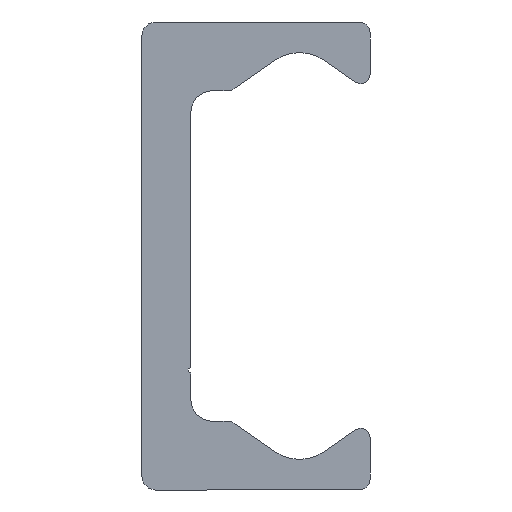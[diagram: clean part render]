
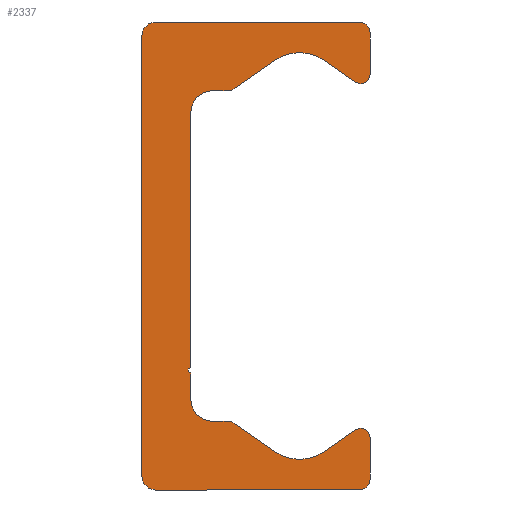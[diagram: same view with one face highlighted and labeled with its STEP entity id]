
A CAD part, left-side view. The second image highlights one B-rep face of the part: STEP entity #2337.
In plain terms, the highlighted planar face has unit normal (-1, 0, 0).
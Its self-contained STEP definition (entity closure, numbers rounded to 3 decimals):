
#1332=CARTESIAN_POINT('',(0.0,9.25,-21.5));
#1333=VERTEX_POINT('',#1332);
#1340=CARTESIAN_POINT('',(0.0,10.5,-20.25));
#1341=VERTEX_POINT('',#1340);
#1342=CARTESIAN_POINT('',(0.0,9.25,-20.25));
#1343=DIRECTION('',(1.0,0.0,0.0));
#1344=DIRECTION('',(0.0,0.0,-1.0));
#1345=AXIS2_PLACEMENT_3D('',#1342,#1343,#1344);
#1346=CIRCLE('',#1345,1.25);
#1347=EDGE_CURVE('',#1333,#1341,#1346,.T.);
#1371=CARTESIAN_POINT('',(0.0,-9.5,-21.5));
#1372=VERTEX_POINT('',#1371);
#1379=CARTESIAN_POINT('',(0.0,-9.5,-21.5));
#1380=DIRECTION('',(0.0,1.0,0.0));
#1381=VECTOR('',#1380,18.75);
#1382=LINE('',#1379,#1381);
#1383=EDGE_CURVE('',#1372,#1333,#1382,.T.);
#1403=CARTESIAN_POINT('',(0.0,-10.5,-20.5));
#1404=VERTEX_POINT('',#1403);
#1411=CARTESIAN_POINT('',(0.0,-9.5,-20.5));
#1412=DIRECTION('',(1.0,0.0,0.0));
#1413=DIRECTION('',(0.0,-1.0,0.0));
#1414=AXIS2_PLACEMENT_3D('',#1411,#1412,#1413);
#1415=CIRCLE('',#1414,1.0);
#1416=EDGE_CURVE('',#1404,#1372,#1415,.T.);
#1435=CARTESIAN_POINT('',(0.0,-10.5,-16.65));
#1436=VERTEX_POINT('',#1435);
#1443=CARTESIAN_POINT('',(0.0,-10.5,-16.65));
#1444=DIRECTION('',(0.0,0.0,-1.0));
#1445=VECTOR('',#1444,3.85);
#1446=LINE('',#1443,#1445);
#1447=EDGE_CURVE('',#1436,#1404,#1446,.T.);
#1467=CARTESIAN_POINT('',(0.0,-9.162,-15.954));
#1468=VERTEX_POINT('',#1467);
#1475=CARTESIAN_POINT('',(0.0,-9.65,-16.65));
#1476=DIRECTION('',(1.0,0.0,0.0));
#1477=DIRECTION('',(0.0,0.574,0.819));
#1478=AXIS2_PLACEMENT_3D('',#1475,#1476,#1477);
#1479=CIRCLE('',#1478,0.85);
#1480=EDGE_CURVE('',#1468,#1436,#1479,.T.);
#1499=CARTESIAN_POINT('',(0.0,-6.294,-17.962));
#1500=VERTEX_POINT('',#1499);
#1507=CARTESIAN_POINT('',(0.0,-6.294,-17.962));
#1508=DIRECTION('',(0.0,-0.819,0.574));
#1509=VECTOR('',#1508,3.501);
#1510=LINE('',#1507,#1509);
#1511=EDGE_CURVE('',#1500,#1468,#1510,.T.);
#1531=CARTESIAN_POINT('',(0.0,-1.706,-17.962));
#1532=VERTEX_POINT('',#1531);
#1539=CARTESIAN_POINT('',(0.0,-4.,-14.685));
#1540=DIRECTION('',(-1.0,0.0,0.0));
#1541=DIRECTION('',(0.0,0.574,0.819));
#1542=AXIS2_PLACEMENT_3D('',#1539,#1540,#1541);
#1543=CIRCLE('',#1542,4.0);
#1544=EDGE_CURVE('',#1532,#1500,#1543,.T.);
#1563=CARTESIAN_POINT('',(0.0,1.981,-15.381));
#1564=VERTEX_POINT('',#1563);
#1571=CARTESIAN_POINT('',(0.0,1.981,-15.381));
#1572=DIRECTION('',(0.0,-0.819,-0.574));
#1573=VECTOR('',#1572,4.5);
#1574=LINE('',#1571,#1573);
#1575=EDGE_CURVE('',#1564,#1532,#1574,.T.);
#1595=CARTESIAN_POINT('',(0.0,2.554,-15.2));
#1596=VERTEX_POINT('',#1595);
#1603=CARTESIAN_POINT('',(0.0,2.554,-16.2));
#1604=DIRECTION('',(1.0,0.0,0.0));
#1605=DIRECTION('',(0.0,0.0,1.0));
#1606=AXIS2_PLACEMENT_3D('',#1603,#1604,#1605);
#1607=CIRCLE('',#1606,1.);
#1608=EDGE_CURVE('',#1596,#1564,#1607,.T.);
#1627=CARTESIAN_POINT('',(0.0,4.0,-15.2));
#1628=VERTEX_POINT('',#1627);
#1635=CARTESIAN_POINT('',(0.0,4.0,-15.2));
#1636=DIRECTION('',(0.0,-1.0,0.0));
#1637=VECTOR('',#1636,1.446);
#1638=LINE('',#1635,#1637);
#1639=EDGE_CURVE('',#1628,#1596,#1638,.T.);
#1659=CARTESIAN_POINT('',(0.0,6.,-13.2));
#1660=VERTEX_POINT('',#1659);
#1667=CARTESIAN_POINT('',(0.0,4.,-13.2));
#1668=DIRECTION('',(-1.0,0.0,0.0));
#1669=DIRECTION('',(0.0,0.0,1.0));
#1670=AXIS2_PLACEMENT_3D('',#1667,#1668,#1669);
#1671=CIRCLE('',#1670,2.0);
#1672=EDGE_CURVE('',#1660,#1628,#1671,.T.);
#1691=CARTESIAN_POINT('',(0.0,6.,-10.75));
#1692=VERTEX_POINT('',#1691);
#1699=CARTESIAN_POINT('',(0.0,6.,-10.75));
#1700=DIRECTION('',(0.0,0.0,-1.0));
#1701=VECTOR('',#1700,2.45);
#1702=LINE('',#1699,#1701);
#1703=EDGE_CURVE('',#1692,#1660,#1702,.T.);
#1723=CARTESIAN_POINT('',(0.0,6.,-10.25));
#1724=VERTEX_POINT('',#1723);
#1731=CARTESIAN_POINT('',(0.0,6.,-10.5));
#1732=DIRECTION('',(-1.0,0.0,0.0));
#1733=DIRECTION('',(0.0,0.0,1.0));
#1734=AXIS2_PLACEMENT_3D('',#1731,#1732,#1733);
#1735=CIRCLE('',#1734,0.25);
#1736=EDGE_CURVE('',#1724,#1692,#1735,.T.);
#1755=CARTESIAN_POINT('',(0.0,6.,13.2));
#1756=VERTEX_POINT('',#1755);
#1763=CARTESIAN_POINT('',(0.0,6.,13.2));
#1764=DIRECTION('',(0.0,0.0,-1.0));
#1765=VECTOR('',#1764,23.45);
#1766=LINE('',#1763,#1765);
#1767=EDGE_CURVE('',#1756,#1724,#1766,.T.);
#1865=CARTESIAN_POINT('',(0.0,4.0,15.2));
#1866=VERTEX_POINT('',#1865);
#1873=CARTESIAN_POINT('',(0.0,4.,13.2));
#1874=DIRECTION('',(-1.0,0.0,0.0));
#1875=DIRECTION('',(0.0,-1.0,0.0));
#1876=AXIS2_PLACEMENT_3D('',#1873,#1874,#1875);
#1877=CIRCLE('',#1876,2.0);
#1878=EDGE_CURVE('',#1866,#1756,#1877,.T.);
#1897=CARTESIAN_POINT('',(0.0,2.554,15.2));
#1898=VERTEX_POINT('',#1897);
#1905=CARTESIAN_POINT('',(0.0,2.554,15.2));
#1906=DIRECTION('',(0.0,1.0,0.0));
#1907=VECTOR('',#1906,1.446);
#1908=LINE('',#1905,#1907);
#1909=EDGE_CURVE('',#1898,#1866,#1908,.T.);
#1929=CARTESIAN_POINT('',(0.0,1.981,15.381));
#1930=VERTEX_POINT('',#1929);
#1937=CARTESIAN_POINT('',(0.0,2.554,16.2));
#1938=DIRECTION('',(1.0,0.0,0.0));
#1939=DIRECTION('',(0.0,-0.574,-0.819));
#1940=AXIS2_PLACEMENT_3D('',#1937,#1938,#1939);
#1941=CIRCLE('',#1940,1.);
#1942=EDGE_CURVE('',#1930,#1898,#1941,.T.);
#1961=CARTESIAN_POINT('',(0.0,-1.706,17.962));
#1962=VERTEX_POINT('',#1961);
#1969=CARTESIAN_POINT('',(0.0,-1.706,17.962));
#1970=DIRECTION('',(0.0,0.819,-0.574));
#1971=VECTOR('',#1970,4.5);
#1972=LINE('',#1969,#1971);
#1973=EDGE_CURVE('',#1962,#1930,#1972,.T.);
#1993=CARTESIAN_POINT('',(0.0,-6.294,17.962));
#1994=VERTEX_POINT('',#1993);
#2001=CARTESIAN_POINT('',(0.0,-4.,14.685));
#2002=DIRECTION('',(-1.0,0.0,0.0));
#2003=DIRECTION('',(0.0,-0.574,-0.819));
#2004=AXIS2_PLACEMENT_3D('',#2001,#2002,#2003);
#2005=CIRCLE('',#2004,4.0);
#2006=EDGE_CURVE('',#1994,#1962,#2005,.T.);
#2025=CARTESIAN_POINT('',(0.0,-9.162,15.954));
#2026=VERTEX_POINT('',#2025);
#2033=CARTESIAN_POINT('',(0.0,-9.162,15.954));
#2034=DIRECTION('',(0.0,0.819,0.574));
#2035=VECTOR('',#2034,3.501);
#2036=LINE('',#2033,#2035);
#2037=EDGE_CURVE('',#2026,#1994,#2036,.T.);
#2057=CARTESIAN_POINT('',(0.0,-10.5,16.65));
#2058=VERTEX_POINT('',#2057);
#2065=CARTESIAN_POINT('',(0.0,-9.65,16.65));
#2066=DIRECTION('',(1.0,0.0,0.0));
#2067=DIRECTION('',(0.0,-1.0,0.0));
#2068=AXIS2_PLACEMENT_3D('',#2065,#2066,#2067);
#2069=CIRCLE('',#2068,0.85);
#2070=EDGE_CURVE('',#2058,#2026,#2069,.T.);
#2089=CARTESIAN_POINT('',(0.0,-10.5,20.5));
#2090=VERTEX_POINT('',#2089);
#2097=CARTESIAN_POINT('',(0.0,-10.5,20.5));
#2098=DIRECTION('',(0.0,0.0,-1.0));
#2099=VECTOR('',#2098,3.85);
#2100=LINE('',#2097,#2099);
#2101=EDGE_CURVE('',#2090,#2058,#2100,.T.);
#2121=CARTESIAN_POINT('',(0.0,-9.5,21.5));
#2122=VERTEX_POINT('',#2121);
#2129=CARTESIAN_POINT('',(0.0,-9.5,20.5));
#2130=DIRECTION('',(1.0,0.0,0.0));
#2131=DIRECTION('',(0.0,0.0,1.0));
#2132=AXIS2_PLACEMENT_3D('',#2129,#2130,#2131);
#2133=CIRCLE('',#2132,1.0);
#2134=EDGE_CURVE('',#2122,#2090,#2133,.T.);
#2153=CARTESIAN_POINT('',(0.0,9.25,21.5));
#2154=VERTEX_POINT('',#2153);
#2161=CARTESIAN_POINT('',(0.0,9.25,21.5));
#2162=DIRECTION('',(0.0,-1.0,0.0));
#2163=VECTOR('',#2162,18.75);
#2164=LINE('',#2161,#2163);
#2165=EDGE_CURVE('',#2154,#2122,#2164,.T.);
#2185=CARTESIAN_POINT('',(0.0,10.5,20.25));
#2186=VERTEX_POINT('',#2185);
#2193=CARTESIAN_POINT('',(0.0,9.25,20.25));
#2194=DIRECTION('',(1.0,0.0,0.0));
#2195=DIRECTION('',(0.0,1.0,0.0));
#2196=AXIS2_PLACEMENT_3D('',#2193,#2194,#2195);
#2197=CIRCLE('',#2196,1.25);
#2198=EDGE_CURVE('',#2186,#2154,#2197,.T.);
#2216=CARTESIAN_POINT('',(0.0,10.5,-20.25));
#2217=DIRECTION('',(0.0,0.0,1.0));
#2218=VECTOR('',#2217,40.5);
#2219=LINE('',#2216,#2218);
#2220=EDGE_CURVE('',#1341,#2186,#2219,.T.);
#2304=CARTESIAN_POINT('',(0.0,2.66,-0.019));
#2305=DIRECTION('',(1.0,0.0,0.0));
#2306=DIRECTION('',(0.0,0.0,-1.0));
#2307=AXIS2_PLACEMENT_3D('',#2304,#2305,#2306);
#2308=PLANE('',#2307);
#2309=ORIENTED_EDGE('',*,*,#2220,.F.);
#2310=ORIENTED_EDGE('',*,*,#1347,.F.);
#2311=ORIENTED_EDGE('',*,*,#1383,.F.);
#2312=ORIENTED_EDGE('',*,*,#1416,.F.);
#2313=ORIENTED_EDGE('',*,*,#1447,.F.);
#2314=ORIENTED_EDGE('',*,*,#1480,.F.);
#2315=ORIENTED_EDGE('',*,*,#1511,.F.);
#2316=ORIENTED_EDGE('',*,*,#1544,.F.);
#2317=ORIENTED_EDGE('',*,*,#1575,.F.);
#2318=ORIENTED_EDGE('',*,*,#1608,.F.);
#2319=ORIENTED_EDGE('',*,*,#1639,.F.);
#2320=ORIENTED_EDGE('',*,*,#1672,.F.);
#2321=ORIENTED_EDGE('',*,*,#1703,.F.);
#2322=ORIENTED_EDGE('',*,*,#1736,.F.);
#2323=ORIENTED_EDGE('',*,*,#1767,.F.);
#2324=ORIENTED_EDGE('',*,*,#1878,.F.);
#2325=ORIENTED_EDGE('',*,*,#1909,.F.);
#2326=ORIENTED_EDGE('',*,*,#1942,.F.);
#2327=ORIENTED_EDGE('',*,*,#1973,.F.);
#2328=ORIENTED_EDGE('',*,*,#2006,.F.);
#2329=ORIENTED_EDGE('',*,*,#2037,.F.);
#2330=ORIENTED_EDGE('',*,*,#2070,.F.);
#2331=ORIENTED_EDGE('',*,*,#2101,.F.);
#2332=ORIENTED_EDGE('',*,*,#2134,.F.);
#2333=ORIENTED_EDGE('',*,*,#2165,.F.);
#2334=ORIENTED_EDGE('',*,*,#2198,.F.);
#2335=EDGE_LOOP('',(#2309,#2310,#2311,#2312,#2313,#2314,#2315,#2316,#2317,#2318,#2319,#2320,#2321,#2322,#2323,#2324,#2325,#2326,#2327,#2328,#2329,#2330,#2331,#2332,#2333,#2334));
#2336=FACE_OUTER_BOUND('',#2335,.T.);
#2337=ADVANCED_FACE('',(#2336),#2308,.F.);
